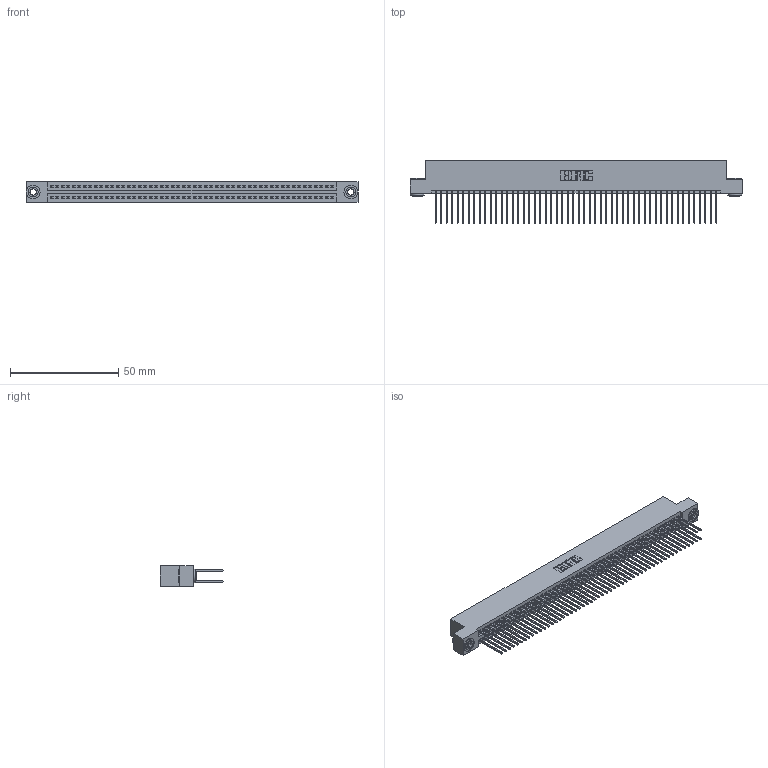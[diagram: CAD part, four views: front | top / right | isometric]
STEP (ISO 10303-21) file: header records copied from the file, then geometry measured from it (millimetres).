
FILE_DESCRIPTION (( 'STEP AP203' ), '1' );
FILE_NAME ('345-104-540-203.STEP', '2019-11-03T11:22:22', ( '' ), ( '' ), 'SwSTEP 2.0', 'SolidWorks 2016', '' );
FILE_SCHEMA (( 'CONFIG_CONTROL_DESIGN' ));
Length unit declared in the file: inch
Products named in the file (4): 345 Part_Flush Mounting Lugs - 0.156 Dia-TH; 345-292-001_345-293-140; 345-104-540-203; 345-250-002_345-250-002-102
Assembly tree (107 placements, depth 2):
  345-104-540-203
    345 Part_Flush Mounting Lugs - 0.156 Dia-TH
    345-292-001_345-293-140  x104
    345-250-002_345-250-002-102  x2
Bounding box: 153.29 x 29.13 x 9.4 mm (x, y, z)
Volume: 15397.1 mm3; surface area: 24987.3 mm2
Topology: 107 solids, 107 shells, 5364 faces, 15913 edges, 10466 vertices
Faces by surface type: plane 3522, cylinder 1834, cone 8
Entity records: 40122 total; most frequent: CARTESIAN_POINT 6691, ORIENTED_EDGE 6618, DIRECTION 5919, EDGE_CURVE 3309, LINE 2945, VECTOR 2945, VERTEX_POINT 2202, AXIS2_PLACEMENT_3D 1487
